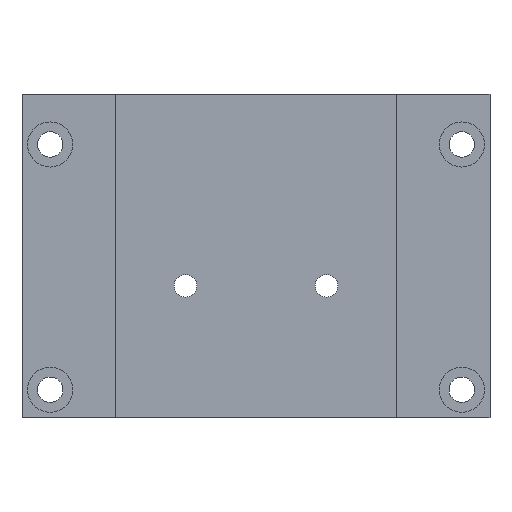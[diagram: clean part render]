
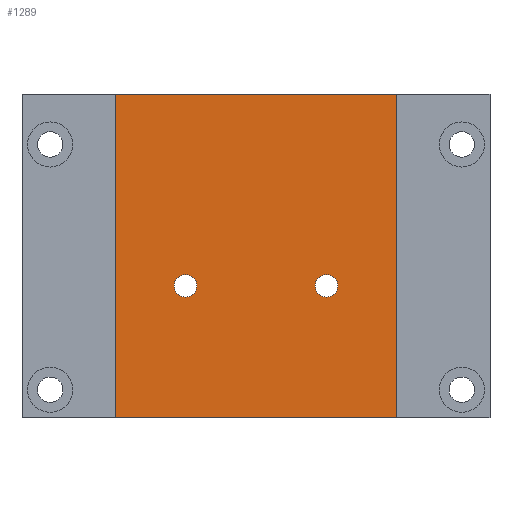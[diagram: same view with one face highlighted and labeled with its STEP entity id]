
A CAD part, front view. The second image highlights one B-rep face of the part: STEP entity #1289.
In plain terms, the highlighted planar face has unit normal (0, -1, 0).
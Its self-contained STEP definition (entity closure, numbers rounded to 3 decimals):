
#18 = EDGE_CURVE ( 'NONE', #243, #535, #240, .T. ) ;
#27 = VERTEX_POINT ( 'NONE', #652 ) ;
#38 = ORIENTED_EDGE ( 'NONE', *, *, #691, .F. ) ;
#72 = VERTEX_POINT ( 'NONE', #984 ) ;
#79 = LINE ( 'NONE', #274, #1210 ) ;
#130 = ORIENTED_EDGE ( 'NONE', *, *, #18, .T. ) ;
#147 = DIRECTION ( 'NONE',  ( 0., -1., 0. ) ) ;
#174 = ORIENTED_EDGE ( 'NONE', *, *, #375, .F. ) ;
#179 = CARTESIAN_POINT ( 'NONE',  ( -102.5, 9., 25.43 ) ) ;
#240 = LINE ( 'NONE', #1239, #761 ) ;
#243 = VERTEX_POINT ( 'NONE', #1212 ) ;
#244 = DIRECTION ( 'NONE',  ( 0., -1., 0. ) ) ;
#257 = CARTESIAN_POINT ( 'NONE',  ( -102.5, 9., 23.43 ) ) ;
#274 = CARTESIAN_POINT ( 'NONE',  ( -114.975, 9., 57.43 ) ) ;
#332 = CIRCLE ( 'NONE', #1259, 2. ) ;
#361 = DIRECTION ( 'NONE',  ( 0., -1., 0. ) ) ;
#375 = EDGE_CURVE ( 'NONE', #1143, #535, #458, .T. ) ;
#379 = LINE ( 'NONE', #1162, #1252 ) ;
#384 = EDGE_CURVE ( 'NONE', #703, #27, #837, .T. ) ;
#387 = CIRCLE ( 'NONE', #690, 2. ) ;
#394 = FACE_BOUND ( 'NONE', #1008, .T. ) ;
#398 = ORIENTED_EDGE ( 'NONE', *, *, #442, .F. ) ;
#399 = VERTEX_POINT ( 'NONE', #529 ) ;
#407 = DIRECTION ( 'NONE',  ( 0., 0., 1. ) ) ;
#442 = EDGE_CURVE ( 'NONE', #27, #703, #332, .T. ) ;
#445 = DIRECTION ( 'NONE',  ( 0., 0., -1. ) ) ;
#458 = LINE ( 'NONE', #522, #656 ) ;
#477 = AXIS2_PLACEMENT_3D ( 'NONE', #514, #1022, #407 ) ;
#514 = CARTESIAN_POINT ( 'NONE',  ( -114.975, 9., 57.43 ) ) ;
#522 = CARTESIAN_POINT ( 'NONE',  ( -65.025, 9., 57.43 ) ) ;
#529 = CARTESIAN_POINT ( 'NONE',  ( -77.5, 9., 25.43 ) ) ;
#535 = VERTEX_POINT ( 'NONE', #704 ) ;
#541 = DIRECTION ( 'NONE',  ( 1., 0., 0. ) ) ;
#554 = CARTESIAN_POINT ( 'NONE',  ( -77.5, 9., 23.43 ) ) ;
#572 = VERTEX_POINT ( 'NONE', #1317 ) ;
#612 = FACE_OUTER_BOUND ( 'NONE', #1152, .T. ) ;
#633 = CARTESIAN_POINT ( 'NONE',  ( -102.5, 9., 23.43 ) ) ;
#645 = EDGE_LOOP ( 'NONE', ( #398, #1033 ) ) ;
#652 = CARTESIAN_POINT ( 'NONE',  ( -102.5, 9., 21.43 ) ) ;
#656 = VECTOR ( 'NONE', #445, 1000. ) ;
#670 = CIRCLE ( 'NONE', #1002, 2. ) ;
#690 = AXIS2_PLACEMENT_3D ( 'NONE', #1268, #361, #771 ) ;
#691 = EDGE_CURVE ( 'NONE', #72, #1143, #79, .T. ) ;
#703 = VERTEX_POINT ( 'NONE', #179 ) ;
#704 = CARTESIAN_POINT ( 'NONE',  ( -65.025, 9., 0. ) ) ;
#760 = DIRECTION ( 'NONE',  ( 0., 0., -1. ) ) ;
#761 = VECTOR ( 'NONE', #541, 1000. ) ;
#766 = ORIENTED_EDGE ( 'NONE', *, *, #1094, .T. ) ;
#771 = DIRECTION ( 'NONE',  ( 0., 0., -1. ) ) ;
#797 = AXIS2_PLACEMENT_3D ( 'NONE', #257, #822, #1159 ) ;
#800 = EDGE_CURVE ( 'NONE', #572, #399, #387, .T. ) ;
#822 = DIRECTION ( 'NONE',  ( 0., -1., 0. ) ) ;
#837 = CIRCLE ( 'NONE', #797, 2. ) ;
#984 = CARTESIAN_POINT ( 'NONE',  ( -114.975, 9., 57.43 ) ) ;
#985 = DIRECTION ( 'NONE',  ( 0., 0., -1. ) ) ;
#1001 = EDGE_CURVE ( 'NONE', #399, #572, #670, .T. ) ;
#1002 = AXIS2_PLACEMENT_3D ( 'NONE', #554, #147, #1156 ) ;
#1008 = EDGE_LOOP ( 'NONE', ( #1196, #1027 ) ) ;
#1022 = DIRECTION ( 'NONE',  ( 0., 1., 0. ) ) ;
#1027 = ORIENTED_EDGE ( 'NONE', *, *, #1001, .F. ) ;
#1033 = ORIENTED_EDGE ( 'NONE', *, *, #384, .F. ) ;
#1078 = DIRECTION ( 'NONE',  ( 1., 0., 0. ) ) ;
#1094 = EDGE_CURVE ( 'NONE', #72, #243, #379, .T. ) ;
#1120 = FACE_BOUND ( 'NONE', #645, .T. ) ;
#1143 = VERTEX_POINT ( 'NONE', #1272 ) ;
#1152 = EDGE_LOOP ( 'NONE', ( #130, #174, #38, #766 ) ) ;
#1156 = DIRECTION ( 'NONE',  ( 0., 0., -1. ) ) ;
#1159 = DIRECTION ( 'NONE',  ( 0., 0., -1. ) ) ;
#1162 = CARTESIAN_POINT ( 'NONE',  ( -114.975, 9., 57.43 ) ) ;
#1196 = ORIENTED_EDGE ( 'NONE', *, *, #800, .F. ) ;
#1210 = VECTOR ( 'NONE', #1078, 1000. ) ;
#1212 = CARTESIAN_POINT ( 'NONE',  ( -114.975, 9., 0. ) ) ;
#1239 = CARTESIAN_POINT ( 'NONE',  ( -114.975, 9., 0. ) ) ;
#1252 = VECTOR ( 'NONE', #985, 1000. ) ;
#1259 = AXIS2_PLACEMENT_3D ( 'NONE', #633, #244, #760 ) ;
#1268 = CARTESIAN_POINT ( 'NONE',  ( -77.5, 9., 23.43 ) ) ;
#1272 = CARTESIAN_POINT ( 'NONE',  ( -65.025, 9., 57.43 ) ) ;
#1289 = ADVANCED_FACE ( 'NONE', ( #394, #1120, #612 ), #1299, .F. ) ;
#1299 = PLANE ( 'NONE',  #477 ) ;
#1317 = CARTESIAN_POINT ( 'NONE',  ( -77.5, 9., 21.43 ) ) ;
